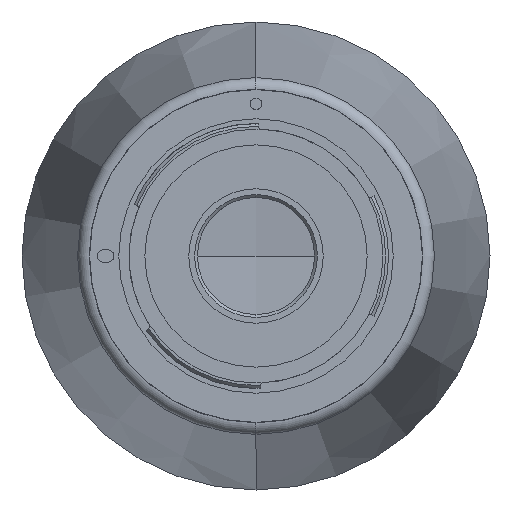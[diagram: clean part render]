
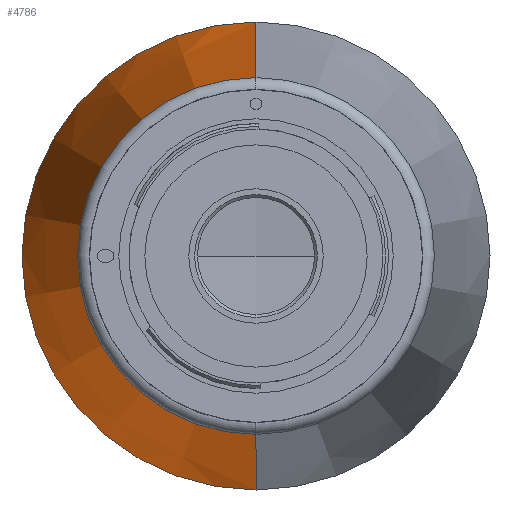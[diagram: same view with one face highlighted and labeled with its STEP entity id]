
A CAD part, left-side view. The second image highlights one B-rep face of the part: STEP entity #4786.
In plain terms, the highlighted conical face has half-angle 8.65 degrees and reference radius 25.985 mm.
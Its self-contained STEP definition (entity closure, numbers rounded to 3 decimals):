
#71 = CONICAL_SURFACE ( 'NONE', #749, 25.985, 0.151 ) ;
#194 = EDGE_CURVE ( 'NONE', #3613, #5773, #6525, .T. ) ;
#229 = EDGE_CURVE ( 'NONE', #3613, #680, #3664, .T. ) ;
#680 = VERTEX_POINT ( 'NONE', #1762 ) ;
#749 = AXIS2_PLACEMENT_3D ( 'NONE', #2683, #3209, #3233 ) ;
#755 = FACE_OUTER_BOUND ( 'NONE', #5102, .T. ) ;
#883 = VERTEX_POINT ( 'NONE', #6055 ) ;
#1093 = EDGE_CURVE ( 'NONE', #5773, #883, #5020, .T. ) ;
#1163 = VECTOR ( 'NONE', #2877, 1000. ) ;
#1375 = CARTESIAN_POINT ( 'NONE',  ( 122.176, 0., 25.985 ) ) ;
#1724 = AXIS2_PLACEMENT_3D ( 'NONE', #6149, #2931, #6698 ) ;
#1762 = CARTESIAN_POINT ( 'NONE',  ( 214.306, 0., -40. ) ) ;
#1806 = EDGE_CURVE ( 'NONE', #680, #883, #2127, .T. ) ;
#1836 = CARTESIAN_POINT ( 'NONE',  ( 122.176, 0., 0. ) ) ;
#1868 = CARTESIAN_POINT ( 'NONE',  ( 122.176, 0., 25.985 ) ) ;
#1912 = DIRECTION ( 'NONE',  ( 0.989, 0., 0.15 ) ) ;
#1922 = ORIENTED_EDGE ( 'NONE', *, *, #229, .F. ) ;
#2127 = CIRCLE ( 'NONE', #1724, 40. ) ;
#2161 = VECTOR ( 'NONE', #1912, 1000. ) ;
#2301 = CARTESIAN_POINT ( 'NONE',  ( 122.176, 0., -25.985 ) ) ;
#2365 = DIRECTION ( 'NONE',  ( 0., 0., -1. ) ) ;
#2683 = CARTESIAN_POINT ( 'NONE',  ( 122.176, 0., 0. ) ) ;
#2877 = DIRECTION ( 'NONE',  ( 0.989, 0., -0.15 ) ) ;
#2931 = DIRECTION ( 'NONE',  ( 1., 0., 0. ) ) ;
#3209 = DIRECTION ( 'NONE',  ( 1., 0., 0. ) ) ;
#3233 = DIRECTION ( 'NONE',  ( 0., 0., -1. ) ) ;
#3613 = VERTEX_POINT ( 'NONE', #2301 ) ;
#3664 = LINE ( 'NONE', #6639, #1163 ) ;
#4289 = AXIS2_PLACEMENT_3D ( 'NONE', #1836, #5592, #2365 ) ;
#4786 = ADVANCED_FACE ( 'NONE', ( #755 ), #71, .T. ) ;
#5020 = LINE ( 'NONE', #1375, #2161 ) ;
#5102 = EDGE_LOOP ( 'NONE', ( #5448, #6626, #5426, #1922 ) ) ;
#5426 = ORIENTED_EDGE ( 'NONE', *, *, #1806, .F. ) ;
#5448 = ORIENTED_EDGE ( 'NONE', *, *, #194, .T. ) ;
#5592 = DIRECTION ( 'NONE',  ( 1., 0., 0. ) ) ;
#5773 = VERTEX_POINT ( 'NONE', #1868 ) ;
#6055 = CARTESIAN_POINT ( 'NONE',  ( 214.306, 0., 40. ) ) ;
#6149 = CARTESIAN_POINT ( 'NONE',  ( 214.306, 0., 0. ) ) ;
#6525 = CIRCLE ( 'NONE', #4289, 25.985 ) ;
#6626 = ORIENTED_EDGE ( 'NONE', *, *, #1093, .T. ) ;
#6639 = CARTESIAN_POINT ( 'NONE',  ( 122.176, 0., -25.985 ) ) ;
#6698 = DIRECTION ( 'NONE',  ( 0., 0., -1. ) ) ;
